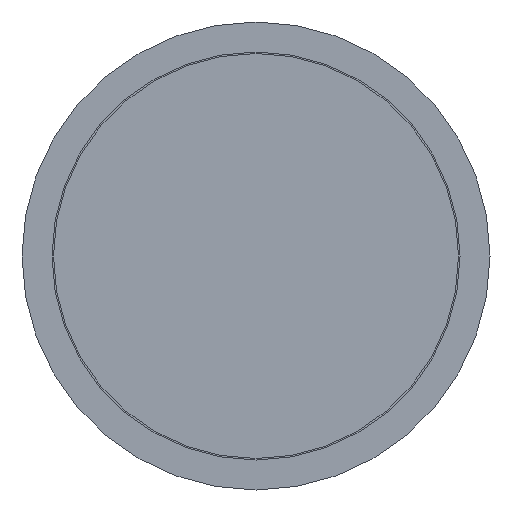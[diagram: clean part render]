
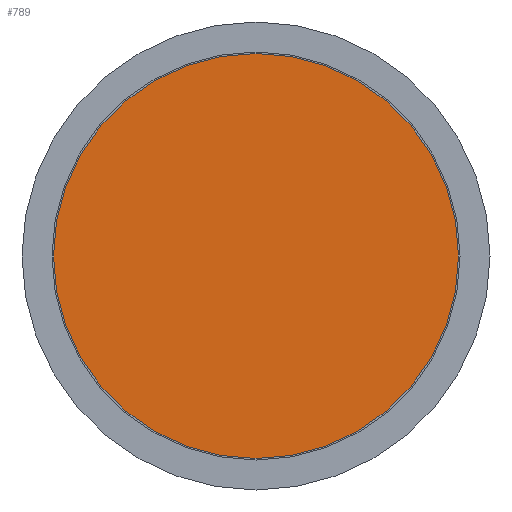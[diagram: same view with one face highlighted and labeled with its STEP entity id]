
A CAD part, front view. The second image highlights one B-rep face of the part: STEP entity #789.
In plain terms, the highlighted planar face has unit normal (0, -1, 0).
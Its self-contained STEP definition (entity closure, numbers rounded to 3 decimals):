
#41 = FACE_OUTER_BOUND ( 'NONE', #581, .T. ) ;
#174 = CARTESIAN_POINT ( 'NONE',  ( -33.75, 0., 0. ) ) ;
#345 = CARTESIAN_POINT ( 'NONE',  ( 0., 0., 0. ) ) ;
#363 = EDGE_CURVE ( 'NONE', #701, #701, #559, .T. ) ;
#424 = ORIENTED_EDGE ( 'NONE', *, *, #363, .T. ) ;
#436 = DIRECTION ( 'NONE',  ( 0., 0., -1. ) ) ;
#457 = AXIS2_PLACEMENT_3D ( 'NONE', #345, #570, #436 ) ;
#477 = PLANE ( 'NONE',  #593 ) ;
#547 = CARTESIAN_POINT ( 'NONE',  ( 0., 0., -33.75 ) ) ;
#559 = CIRCLE ( 'NONE', #457, 33.75 ) ;
#570 = DIRECTION ( 'NONE',  ( 0., -1., 0. ) ) ;
#581 = EDGE_LOOP ( 'NONE', ( #424 ) ) ;
#593 = AXIS2_PLACEMENT_3D ( 'NONE', #174, #651, #954 ) ;
#651 = DIRECTION ( 'NONE',  ( 0., 1., 0. ) ) ;
#701 = VERTEX_POINT ( 'NONE', #547 ) ;
#789 = ADVANCED_FACE ( 'NONE', ( #41 ), #477, .F. ) ;
#954 = DIRECTION ( 'NONE',  ( 0., 0., 1. ) ) ;
